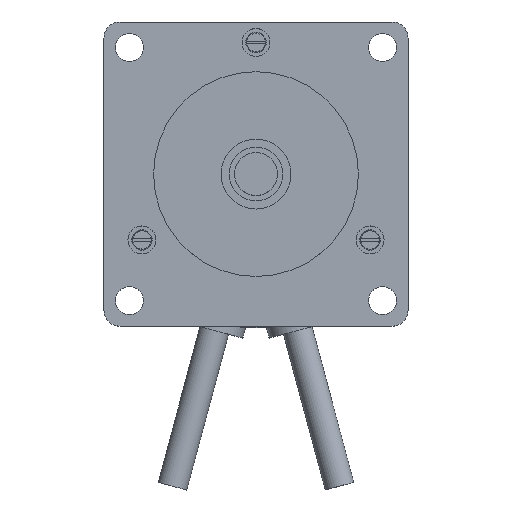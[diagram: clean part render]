
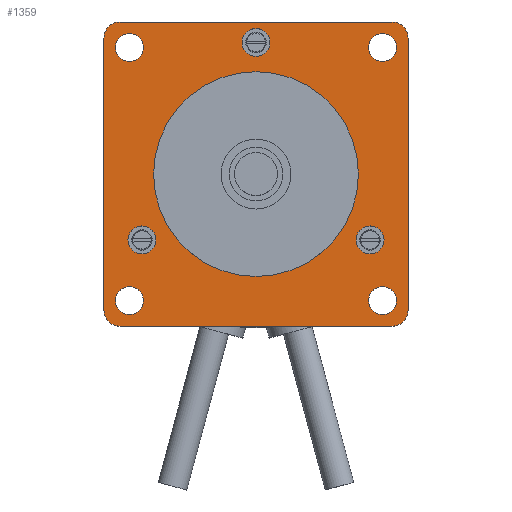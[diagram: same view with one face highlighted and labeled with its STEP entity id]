
A CAD part, top view. The second image highlights one B-rep face of the part: STEP entity #1359.
In plain terms, the highlighted planar face has unit normal (0, 0, 1).
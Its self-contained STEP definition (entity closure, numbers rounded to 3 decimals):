
#65=LINE('',#2322,#109);
#66=LINE('',#2326,#110);
#67=LINE('',#2330,#111);
#68=LINE('',#2334,#112);
#109=VECTOR('',#1924,50.6);
#110=VECTOR('',#1927,50.6);
#111=VECTOR('',#1930,50.6);
#112=VECTOR('',#1933,50.6);
#176=PLANE('',#1549);
#221=FACE_BOUND('',#448,.T.);
#222=FACE_BOUND('',#449,.T.);
#223=FACE_BOUND('',#450,.T.);
#224=FACE_BOUND('',#451,.T.);
#225=FACE_BOUND('',#452,.T.);
#226=FACE_BOUND('',#453,.T.);
#227=FACE_BOUND('',#454,.T.);
#228=FACE_BOUND('',#455,.T.);
#317=FACE_OUTER_BOUND('',#447,.T.);
#447=EDGE_LOOP('',(#1069,#1070,#1071,#1072,#1073,#1074,#1075,#1076));
#448=EDGE_LOOP('',(#1077));
#449=EDGE_LOOP('',(#1078));
#450=EDGE_LOOP('',(#1079));
#451=EDGE_LOOP('',(#1080));
#452=EDGE_LOOP('',(#1081));
#453=EDGE_LOOP('',(#1082));
#454=EDGE_LOOP('',(#1083));
#455=EDGE_LOOP('',(#1084));
#580=CIRCLE('',#1547,19.05);
#581=CIRCLE('',#1550,3.);
#582=CIRCLE('',#1551,3.);
#583=CIRCLE('',#1552,3.);
#584=CIRCLE('',#1553,3.);
#585=CIRCLE('',#1554,2.6);
#586=CIRCLE('',#1555,2.6);
#587=CIRCLE('',#1556,2.6);
#588=CIRCLE('',#1557,2.6);
#589=CIRCLE('',#1558,2.6);
#590=CIRCLE('',#1559,2.6);
#591=CIRCLE('',#1560,2.6);
#693=VERTEX_POINT('',#2316);
#694=VERTEX_POINT('',#2320);
#695=VERTEX_POINT('',#2321);
#696=VERTEX_POINT('',#2323);
#697=VERTEX_POINT('',#2325);
#698=VERTEX_POINT('',#2327);
#699=VERTEX_POINT('',#2329);
#700=VERTEX_POINT('',#2331);
#701=VERTEX_POINT('',#2333);
#702=VERTEX_POINT('',#2336);
#703=VERTEX_POINT('',#2338);
#704=VERTEX_POINT('',#2340);
#705=VERTEX_POINT('',#2342);
#706=VERTEX_POINT('',#2344);
#707=VERTEX_POINT('',#2346);
#708=VERTEX_POINT('',#2348);
#834=EDGE_CURVE('',#693,#693,#580,.T.);
#835=EDGE_CURVE('',#694,#695,#65,.T.);
#836=EDGE_CURVE('',#696,#694,#581,.T.);
#837=EDGE_CURVE('',#697,#696,#66,.T.);
#838=EDGE_CURVE('',#698,#697,#582,.T.);
#839=EDGE_CURVE('',#699,#698,#67,.T.);
#840=EDGE_CURVE('',#700,#699,#583,.T.);
#841=EDGE_CURVE('',#701,#700,#68,.T.);
#842=EDGE_CURVE('',#695,#701,#584,.T.);
#843=EDGE_CURVE('',#702,#702,#585,.T.);
#844=EDGE_CURVE('',#703,#703,#586,.T.);
#845=EDGE_CURVE('',#704,#704,#587,.T.);
#846=EDGE_CURVE('',#705,#705,#588,.T.);
#847=EDGE_CURVE('',#706,#706,#589,.T.);
#848=EDGE_CURVE('',#707,#707,#590,.T.);
#849=EDGE_CURVE('',#708,#708,#591,.T.);
#1069=ORIENTED_EDGE('',*,*,#835,.F.);
#1070=ORIENTED_EDGE('',*,*,#836,.F.);
#1071=ORIENTED_EDGE('',*,*,#837,.F.);
#1072=ORIENTED_EDGE('',*,*,#838,.F.);
#1073=ORIENTED_EDGE('',*,*,#839,.F.);
#1074=ORIENTED_EDGE('',*,*,#840,.F.);
#1075=ORIENTED_EDGE('',*,*,#841,.F.);
#1076=ORIENTED_EDGE('',*,*,#842,.F.);
#1077=ORIENTED_EDGE('',*,*,#843,.T.);
#1078=ORIENTED_EDGE('',*,*,#844,.T.);
#1079=ORIENTED_EDGE('',*,*,#845,.T.);
#1080=ORIENTED_EDGE('',*,*,#846,.T.);
#1081=ORIENTED_EDGE('',*,*,#847,.T.);
#1082=ORIENTED_EDGE('',*,*,#848,.T.);
#1083=ORIENTED_EDGE('',*,*,#849,.T.);
#1084=ORIENTED_EDGE('',*,*,#834,.T.);
#1359=ADVANCED_FACE('',(#317,#221,#222,#223,#224,#225,#226,#227,#228),#176,
 .T.);
#1547=AXIS2_PLACEMENT_3D('',#2317,#1918,#1919);
#1549=AXIS2_PLACEMENT_3D('',#2319,#1922,#1923);
#1550=AXIS2_PLACEMENT_3D('',#2324,#1925,#1926);
#1551=AXIS2_PLACEMENT_3D('',#2328,#1928,#1929);
#1552=AXIS2_PLACEMENT_3D('',#2332,#1931,#1932);
#1553=AXIS2_PLACEMENT_3D('',#2335,#1934,#1935);
#1554=AXIS2_PLACEMENT_3D('',#2337,#1936,#1937);
#1555=AXIS2_PLACEMENT_3D('',#2339,#1938,#1939);
#1556=AXIS2_PLACEMENT_3D('',#2341,#1940,#1941);
#1557=AXIS2_PLACEMENT_3D('',#2343,#1942,#1943);
#1558=AXIS2_PLACEMENT_3D('',#2345,#1944,#1945);
#1559=AXIS2_PLACEMENT_3D('',#2347,#1946,#1947);
#1560=AXIS2_PLACEMENT_3D('',#2349,#1948,#1949);
#1918=DIRECTION('center_axis',(0.,0.,
-1.));
#1919=DIRECTION('ref_axis',(-1.,0.,0.));
#1922=DIRECTION('center_axis',(0.,0.,
1.));
#1923=DIRECTION('ref_axis',(1.,0.,0.));
#1924=DIRECTION('',(1.,0.,0.));
#1925=DIRECTION('center_axis',(0.,0.,
-1.));
#1926=DIRECTION('ref_axis',(0.,-1.,0.));
#1927=DIRECTION('',(0.,1.,0.));
#1928=DIRECTION('center_axis',(0.,0.,
-1.));
#1929=DIRECTION('ref_axis',(1.,0.,0.));
#1930=DIRECTION('',(-1.,0.,0.));
#1931=DIRECTION('center_axis',(0.,0.,
-1.));
#1932=DIRECTION('ref_axis',(0.,1.,0.));
#1933=DIRECTION('',(0.,-1.,0.));
#1934=DIRECTION('center_axis',(0.,0.,
-1.));
#1935=DIRECTION('ref_axis',(-1.,0.,0.));
#1936=DIRECTION('center_axis',(0.,0.,
-1.));
#1937=DIRECTION('ref_axis',(-1.,0.,0.));
#1938=DIRECTION('center_axis',(0.,0.,
-1.));
#1939=DIRECTION('ref_axis',(-1.,0.,0.));
#1940=DIRECTION('center_axis',(0.,0.,
-1.));
#1941=DIRECTION('ref_axis',(-1.,0.,0.));
#1942=DIRECTION('center_axis',(0.,0.,
-1.));
#1943=DIRECTION('ref_axis',(-1.,0.,0.));
#1944=DIRECTION('center_axis',(0.,0.,
-1.));
#1945=DIRECTION('ref_axis',(-1.,0.,0.));
#1946=DIRECTION('center_axis',(0.,0.,
-1.));
#1947=DIRECTION('ref_axis',(-1.,0.,0.));
#1948=DIRECTION('center_axis',(0.,0.,
-1.));
#1949=DIRECTION('ref_axis',(-1.,0.,0.));
#2316=CARTESIAN_POINT('',(32.365,-5.332,146.045));
#2317=CARTESIAN_POINT('Origin',(13.315,-5.332,146.045));
#2319=CARTESIAN_POINT('Origin',(13.315,-5.332,146.045));
#2320=CARTESIAN_POINT('',(-11.985,22.968,146.045));
#2321=CARTESIAN_POINT('',(38.615,22.968,146.045));
#2322=CARTESIAN_POINT('',(-11.985,22.968,146.045));
#2323=CARTESIAN_POINT('',(-14.985,19.968,146.045));
#2324=CARTESIAN_POINT('Origin',(-11.985,19.968,146.045));
#2325=CARTESIAN_POINT('',(-14.985,-30.632,146.045));
#2326=CARTESIAN_POINT('',(-14.985,-30.632,146.045));
#2327=CARTESIAN_POINT('',(-11.985,-33.632,146.045));
#2328=CARTESIAN_POINT('Origin',(-11.985,-30.632,146.045));
#2329=CARTESIAN_POINT('',(38.615,-33.632,146.045));
#2330=CARTESIAN_POINT('',(38.615,-33.632,146.045));
#2331=CARTESIAN_POINT('',(41.615,-30.632,146.045));
#2332=CARTESIAN_POINT('Origin',(38.615,-30.632,146.045));
#2333=CARTESIAN_POINT('',(41.615,19.968,146.045));
#2334=CARTESIAN_POINT('',(41.615,19.968,146.045));
#2335=CARTESIAN_POINT('Origin',(38.615,19.968,146.045));
#2336=CARTESIAN_POINT('',(-7.635,-28.882,146.045));
#2337=CARTESIAN_POINT('Origin',(-10.235,-28.882,146.045));
#2338=CARTESIAN_POINT('',(-7.635,18.218,146.045));
#2339=CARTESIAN_POINT('Origin',(-10.235,18.218,146.045));
#2340=CARTESIAN_POINT('',(39.465,18.218,146.045));
#2341=CARTESIAN_POINT('Origin',(36.865,18.218,146.045));
#2342=CARTESIAN_POINT('',(39.465,-28.882,146.045));
#2343=CARTESIAN_POINT('Origin',(36.865,-28.882,146.045));
#2344=CARTESIAN_POINT('',(-5.302,-17.582,146.045));
#2345=CARTESIAN_POINT('Origin',(-7.902,-17.582,146.045));
#2346=CARTESIAN_POINT('',(37.133,-17.582,146.045));
#2347=CARTESIAN_POINT('Origin',(34.533,-17.582,146.045));
#2348=CARTESIAN_POINT('',(15.915,19.168,146.045));
#2349=CARTESIAN_POINT('Origin',(13.315,19.168,146.045));
